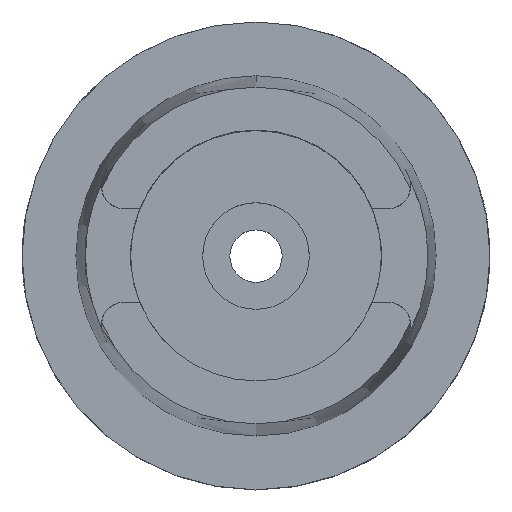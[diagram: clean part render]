
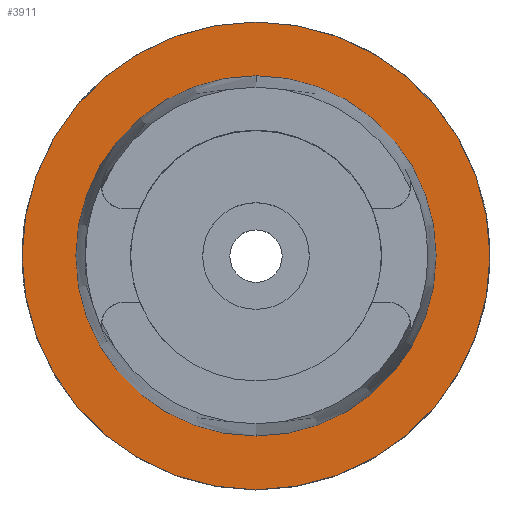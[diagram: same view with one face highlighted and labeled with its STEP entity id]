
A CAD part, top view. The second image highlights one B-rep face of the part: STEP entity #3911.
In plain terms, the highlighted planar face has unit normal (0, 0, 1).
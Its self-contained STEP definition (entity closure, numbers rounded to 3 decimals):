
#1862=CARTESIAN_POINT('',(0.,0.,0.));
#1863=DIRECTION('',(0.,0.,-1.));
#1864=DIRECTION('',(0.,-1.,0.));
#1865=AXIS2_PLACEMENT_3D('',#1862,#1863,#1864);
#1870=CARTESIAN_POINT('',(0.,0.,0.));
#1871=DIRECTION('',(0.,0.,-1.));
#1872=DIRECTION('',(0.,1.,0.));
#1873=AXIS2_PLACEMENT_3D('',#1870,#1871,#1872);
#1878=CARTESIAN_POINT('',(0.,0.,0.));
#1879=DIRECTION('',(0.,0.,1.));
#1880=DIRECTION('',(0.,-1.,0.));
#1881=AXIS2_PLACEMENT_3D('',#1878,#1879,#1880);
#1886=CARTESIAN_POINT('',(0.,0.,0.));
#1887=DIRECTION('',(0.,0.,1.));
#1888=DIRECTION('',(0.,1.,0.));
#1889=AXIS2_PLACEMENT_3D('',#1886,#1887,#1888);
#2166=CARTESIAN_POINT('',(0.,-48.134,0.));
#2167=VERTEX_POINT('',#2166);
#2168=CARTESIAN_POINT('',(0.,48.134,0.));
#2169=VERTEX_POINT('',#2168);
#2424=CARTESIAN_POINT('',(0.,62.5,0.));
#2425=VERTEX_POINT('',#2424);
#2426=CARTESIAN_POINT('',(0.,-62.5,0.));
#2427=VERTEX_POINT('',#2426);
#3898=CARTESIAN_POINT('',(0.,0.,0.));
#3899=DIRECTION('',(0.,0.,-1.));
#3900=DIRECTION('',(0.,-1.,0.));
#3901=AXIS2_PLACEMENT_3D('',#3898,#3899,#3900);
#3902=PLANE('',#3901);
#3903=ORIENTED_EDGE('',*,*,#3657,.T.);
#3904=ORIENTED_EDGE('',*,*,#3775,.T.);
#3905=EDGE_LOOP('',(#3903,#3904));
#3906=FACE_OUTER_BOUND('',#3905,.F.);
#3907=ORIENTED_EDGE('',*,*,#2630,.T.);
#3908=ORIENTED_EDGE('',*,*,#2594,.T.);
#3909=EDGE_LOOP('',(#3907,#3908));
#3910=FACE_BOUND('',#3909,.F.);
#1866=CIRCLE('',#1865,62.5);
#1874=CIRCLE('',#1873,62.5);
#1882=CIRCLE('',#1881,48.134);
#1890=CIRCLE('',#1889,48.134);
#2594=EDGE_CURVE('',#2169,#2167,#1890,.T.);
#2630=EDGE_CURVE('',#2167,#2169,#1882,.T.);
#3657=EDGE_CURVE('',#2427,#2425,#1866,.T.);
#3775=EDGE_CURVE('',#2425,#2427,#1874,.T.);
#3911=ADVANCED_FACE('',(#3906,#3910),#3902,.F.);
